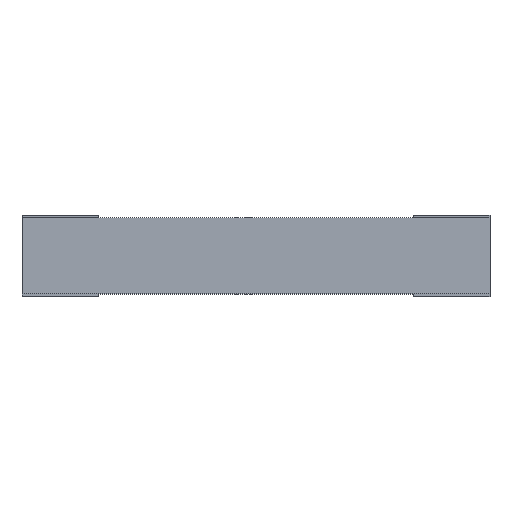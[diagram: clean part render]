
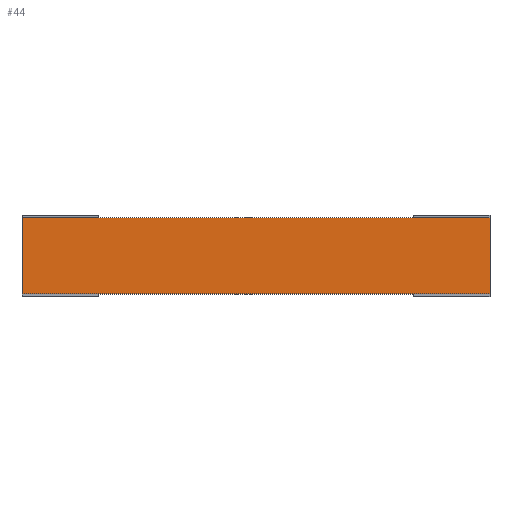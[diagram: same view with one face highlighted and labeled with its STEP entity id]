
A CAD part, top view. The second image highlights one B-rep face of the part: STEP entity #44.
In plain terms, the highlighted planar face has unit normal (0, 0, 1).
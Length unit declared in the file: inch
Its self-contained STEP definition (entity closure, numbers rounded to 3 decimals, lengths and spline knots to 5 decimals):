
#21 = DIRECTION ( 'NONE',  ( 0., 0., 1. ) ) ;
#44 = ADVANCED_FACE ( 'NONE', ( #1659 ), #1252, .T. ) ;
#104 = ORIENTED_EDGE ( 'NONE', *, *, #999, .T. ) ;
#159 = AXIS2_PLACEMENT_3D ( 'NONE', #992, #21, #1541 ) ;
#198 = EDGE_CURVE ( 'NONE', #1292, #1154, #1341, .T. ) ;
#251 = DIRECTION ( 'NONE',  ( -1., 0., 0. ) ) ;
#312 = EDGE_CURVE ( 'NONE', #1292, #1464, #1243, .T. ) ;
#325 = VECTOR ( 'NONE', #1222, 39.37008 ) ;
#335 = CARTESIAN_POINT ( 'NONE',  ( 0.12106, -0.01969, 0.0935 ) ) ;
#356 = CARTESIAN_POINT ( 'NONE',  ( -0.12106, 0.01969, 0.0935 ) ) ;
#468 = VECTOR ( 'NONE', #820, 39.37008 ) ;
#470 = ORIENTED_EDGE ( 'NONE', *, *, #1595, .T. ) ;
#522 = LINE ( 'NONE', #925, #325 ) ;
#563 = VECTOR ( 'NONE', #251, 39.37008 ) ;
#573 = DIRECTION ( 'NONE',  ( 0., -1., 0. ) ) ;
#591 = CARTESIAN_POINT ( 'NONE',  ( 0.12106, 0.01969, 0.0935 ) ) ;
#606 = CARTESIAN_POINT ( 'NONE',  ( -0.12106, 0.01969, 0.0935 ) ) ;
#820 = DIRECTION ( 'NONE',  ( 1., 0., 0. ) ) ;
#830 = CARTESIAN_POINT ( 'NONE',  ( 0.12106, -0.02106, 0.0935 ) ) ;
#925 = CARTESIAN_POINT ( 'NONE',  ( -0.12106, -0.01969, 0.0935 ) ) ;
#992 = CARTESIAN_POINT ( 'NONE',  ( -0.12106, -0.01969, 0.0935 ) ) ;
#996 = EDGE_LOOP ( 'NONE', ( #470, #104, #1700, #1409 ) ) ;
#999 = EDGE_CURVE ( 'NONE', #1162, #1464, #1754, .T. ) ;
#1018 = VECTOR ( 'NONE', #573, 39.37008 ) ;
#1154 = VERTEX_POINT ( 'NONE', #356 ) ;
#1162 = VERTEX_POINT ( 'NONE', #1186 ) ;
#1186 = CARTESIAN_POINT ( 'NONE',  ( -0.12106, -0.01969, 0.0935 ) ) ;
#1222 = DIRECTION ( 'NONE',  ( 0., -1., 0. ) ) ;
#1243 = LINE ( 'NONE', #830, #1018 ) ;
#1252 = PLANE ( 'NONE',  #159 ) ;
#1292 = VERTEX_POINT ( 'NONE', #591 ) ;
#1341 = LINE ( 'NONE', #606, #563 ) ;
#1380 = CARTESIAN_POINT ( 'NONE',  ( 0., -0.01969, 0.0935 ) ) ;
#1409 = ORIENTED_EDGE ( 'NONE', *, *, #198, .T. ) ;
#1464 = VERTEX_POINT ( 'NONE', #335 ) ;
#1541 = DIRECTION ( 'NONE',  ( 1., 0., 0. ) ) ;
#1595 = EDGE_CURVE ( 'NONE', #1154, #1162, #522, .T. ) ;
#1659 = FACE_OUTER_BOUND ( 'NONE', #996, .T. ) ;
#1700 = ORIENTED_EDGE ( 'NONE', *, *, #312, .F. ) ;
#1754 = LINE ( 'NONE', #1380, #468 ) ;
